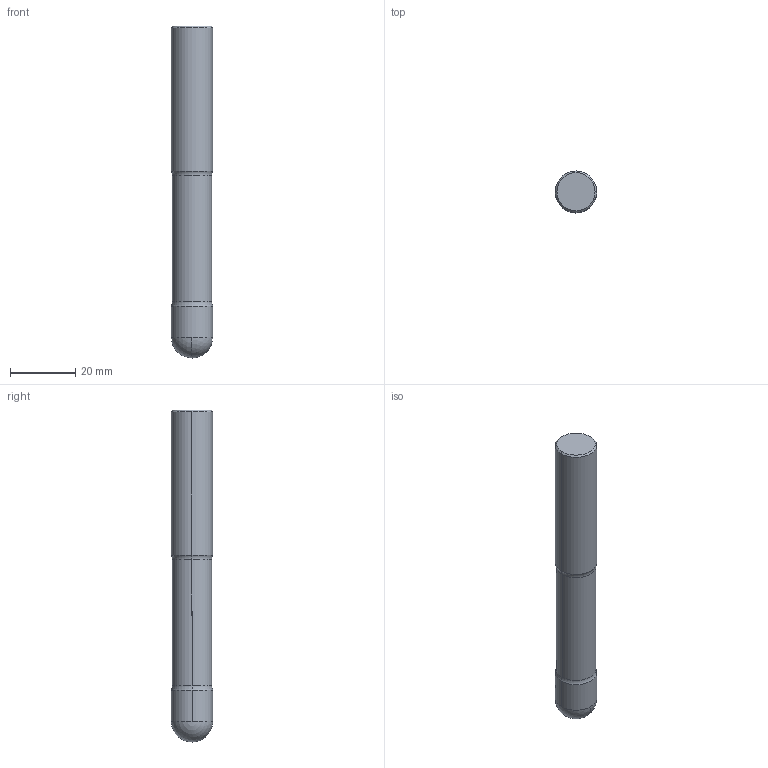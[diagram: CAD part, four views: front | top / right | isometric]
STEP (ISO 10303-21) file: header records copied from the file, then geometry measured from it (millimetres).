
FILE_DESCRIPTION (( 'STEP AP214' ), '1' );
FILE_NAME ('35010.STEP', '2022-11-30T20:51:58', ( '' ), ( '' ), 'SwSTEP 2.0', 'SolidWorks 2022', '' );
FILE_SCHEMA (( 'AUTOMOTIVE_DESIGN' ));
Length unit declared in the file: inch
Products named in the file (1): 35010
Bounding box: 12.7 x 12.7 x 101.6 mm (x, y, z)
Surface area: 6421.4 mm2
Topology: 4 solids, 4 shells, 27 faces, 50 edges, 29 vertices
Faces by surface type: cylinder 8, torus 8, plane 7, sphere 2, cone 2
Entity records: 806 total; most frequent: DIRECTION 142, CARTESIAN_POINT 105, ORIENTED_EDGE 96, AXIS2_PLACEMENT_3D 66, EDGE_CURVE 48, CIRCLE 38, VERTEX_POINT 29, EDGE_LOOP 27
